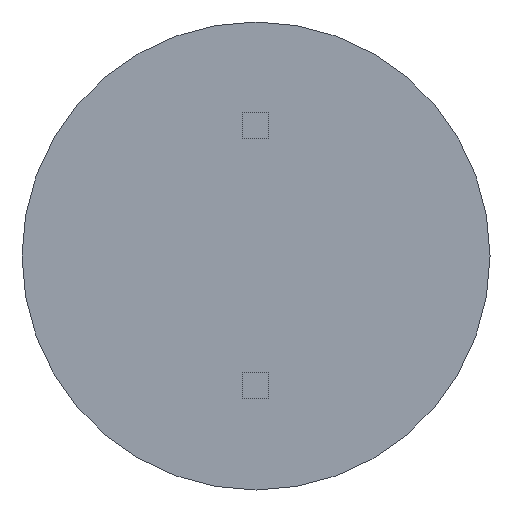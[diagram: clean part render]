
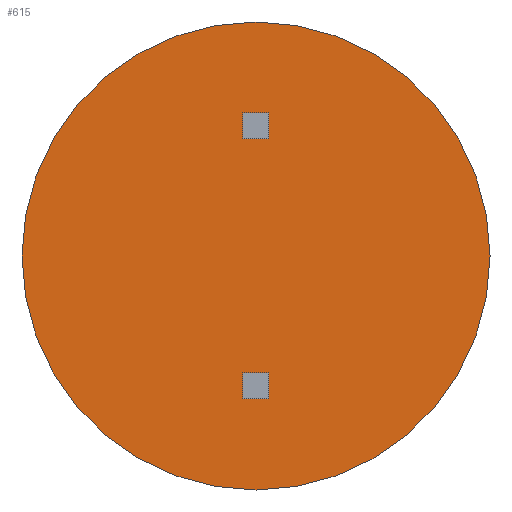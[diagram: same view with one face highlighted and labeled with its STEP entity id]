
A CAD part, front view. The second image highlights one B-rep face of the part: STEP entity #615.
In plain terms, the highlighted planar face has unit normal (0, -1, 0).
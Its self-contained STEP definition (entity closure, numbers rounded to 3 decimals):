
#14 = LINE ( 'NONE', #708, #350 ) ;
#19 = DIRECTION ( 'NONE',  ( 0., 1., 0. ) ) ;
#20 = VECTOR ( 'NONE', #298, 1000. ) ;
#25 = EDGE_CURVE ( 'NONE', #357, #379, #353, .T. ) ;
#52 = ORIENTED_EDGE ( 'NONE', *, *, #535, .F. ) ;
#58 = VERTEX_POINT ( 'NONE', #152 ) ;
#64 = ORIENTED_EDGE ( 'NONE', *, *, #397, .F. ) ;
#67 = VECTOR ( 'NONE', #393, 1000. ) ;
#83 = ORIENTED_EDGE ( 'NONE', *, *, #25, .F. ) ;
#85 = CARTESIAN_POINT ( 'NONE',  ( 0., 0., 0. ) ) ;
#96 = ORIENTED_EDGE ( 'NONE', *, *, #443, .F. ) ;
#101 = EDGE_LOOP ( 'NONE', ( #336, #64 ) ) ;
#131 = DIRECTION ( 'NONE',  ( 1., 0., 0. ) ) ;
#137 = CARTESIAN_POINT ( 'NONE',  ( -0.25, 0., -2.75 ) ) ;
#140 = CARTESIAN_POINT ( 'NONE',  ( 0., 0., 0. ) ) ;
#152 = CARTESIAN_POINT ( 'NONE',  ( 0.25, 0., -2.25 ) ) ;
#160 = DIRECTION ( 'NONE',  ( 0., 1., 0. ) ) ;
#165 = LINE ( 'NONE', #281, #197 ) ;
#173 = CARTESIAN_POINT ( 'NONE',  ( 0.25, 0., -2.75 ) ) ;
#175 = VECTOR ( 'NONE', #131, 1000. ) ;
#182 = CARTESIAN_POINT ( 'NONE',  ( -0.25, 0., -2.25 ) ) ;
#196 = CARTESIAN_POINT ( 'NONE',  ( 0.25, 0., -2.75 ) ) ;
#197 = VECTOR ( 'NONE', #428, 1000. ) ;
#200 = LINE ( 'NONE', #432, #449 ) ;
#217 = FACE_BOUND ( 'NONE', #595, .T. ) ;
#222 = AXIS2_PLACEMENT_3D ( 'NONE', #685, #160, #390 ) ;
#223 = CARTESIAN_POINT ( 'NONE',  ( 0.25, 0., 2.75 ) ) ;
#239 = DIRECTION ( 'NONE',  ( 0., 0., 1. ) ) ;
#243 = VECTOR ( 'NONE', #591, 1000. ) ;
#257 = EDGE_LOOP ( 'NONE', ( #400, #96, #52, #311 ) ) ;
#281 = CARTESIAN_POINT ( 'NONE',  ( -0.25, 0., 2.75 ) ) ;
#298 = DIRECTION ( 'NONE',  ( 0., 0., -1. ) ) ;
#306 = DIRECTION ( 'NONE',  ( 0., 0., 1. ) ) ;
#311 = ORIENTED_EDGE ( 'NONE', *, *, #728, .F. ) ;
#329 = CARTESIAN_POINT ( 'NONE',  ( 0., 0., 4.5 ) ) ;
#335 = AXIS2_PLACEMENT_3D ( 'NONE', #140, #364, #306 ) ;
#336 = ORIENTED_EDGE ( 'NONE', *, *, #466, .F. ) ;
#350 = VECTOR ( 'NONE', #604, 1000. ) ;
#353 = LINE ( 'NONE', #709, #243 ) ;
#357 = VERTEX_POINT ( 'NONE', #704 ) ;
#359 = CARTESIAN_POINT ( 'NONE',  ( 0.25, 0., 2.75 ) ) ;
#364 = DIRECTION ( 'NONE',  ( 0., 1., 0. ) ) ;
#379 = VERTEX_POINT ( 'NONE', #659 ) ;
#382 = ORIENTED_EDGE ( 'NONE', *, *, #557, .F. ) ;
#384 = VERTEX_POINT ( 'NONE', #409 ) ;
#385 = DIRECTION ( 'NONE',  ( 0., 0., 1. ) ) ;
#387 = EDGE_CURVE ( 'NONE', #379, #384, #474, .T. ) ;
#390 = DIRECTION ( 'NONE',  ( 0., 0., 1. ) ) ;
#392 = VERTEX_POINT ( 'NONE', #182 ) ;
#393 = DIRECTION ( 'NONE',  ( -1., 0., 0. ) ) ;
#397 = EDGE_CURVE ( 'NONE', #524, #747, #611, .T. ) ;
#400 = ORIENTED_EDGE ( 'NONE', *, *, #410, .F. ) ;
#405 = CARTESIAN_POINT ( 'NONE',  ( 0., 0., -4.5 ) ) ;
#409 = CARTESIAN_POINT ( 'NONE',  ( 0.25, 0., 2.75 ) ) ;
#410 = EDGE_CURVE ( 'NONE', #392, #642, #648, .T. ) ;
#412 = CIRCLE ( 'NONE', #697, 4.5 ) ;
#428 = DIRECTION ( 'NONE',  ( 0., 0., -1. ) ) ;
#432 = CARTESIAN_POINT ( 'NONE',  ( 0.25, 0., -2.75 ) ) ;
#443 = EDGE_CURVE ( 'NONE', #58, #392, #14, .T. ) ;
#449 = VECTOR ( 'NONE', #385, 1000. ) ;
#452 = FACE_OUTER_BOUND ( 'NONE', #101, .T. ) ;
#458 = VERTEX_POINT ( 'NONE', #196 ) ;
#466 = EDGE_CURVE ( 'NONE', #747, #524, #412, .T. ) ;
#469 = ORIENTED_EDGE ( 'NONE', *, *, #387, .F. ) ;
#474 = LINE ( 'NONE', #359, #744 ) ;
#504 = FACE_BOUND ( 'NONE', #257, .T. ) ;
#524 = VERTEX_POINT ( 'NONE', #329 ) ;
#532 = DIRECTION ( 'NONE',  ( 0., 0., 1. ) ) ;
#535 = EDGE_CURVE ( 'NONE', #458, #58, #200, .T. ) ;
#542 = VERTEX_POINT ( 'NONE', #620 ) ;
#557 = EDGE_CURVE ( 'NONE', #542, #357, #165, .T. ) ;
#591 = DIRECTION ( 'NONE',  ( 1., 0., 0. ) ) ;
#595 = EDGE_LOOP ( 'NONE', ( #469, #83, #382, #733 ) ) ;
#604 = DIRECTION ( 'NONE',  ( -1., 0., 0. ) ) ;
#611 = CIRCLE ( 'NONE', #335, 4.5 ) ;
#615 = ADVANCED_FACE ( 'NONE', ( #504, #452, #217 ), #737, .F. ) ;
#620 = CARTESIAN_POINT ( 'NONE',  ( -0.25, 0., 2.75 ) ) ;
#624 = EDGE_CURVE ( 'NONE', #384, #542, #626, .T. ) ;
#626 = LINE ( 'NONE', #223, #67 ) ;
#642 = VERTEX_POINT ( 'NONE', #748 ) ;
#648 = LINE ( 'NONE', #137, #20 ) ;
#659 = CARTESIAN_POINT ( 'NONE',  ( 0.25, 0., 2.25 ) ) ;
#685 = CARTESIAN_POINT ( 'NONE',  ( 0., 0., 0. ) ) ;
#696 = LINE ( 'NONE', #173, #175 ) ;
#697 = AXIS2_PLACEMENT_3D ( 'NONE', #85, #19, #532 ) ;
#704 = CARTESIAN_POINT ( 'NONE',  ( -0.25, 0., 2.25 ) ) ;
#708 = CARTESIAN_POINT ( 'NONE',  ( 0.25, 0., -2.25 ) ) ;
#709 = CARTESIAN_POINT ( 'NONE',  ( 0.25, 0., 2.25 ) ) ;
#728 = EDGE_CURVE ( 'NONE', #642, #458, #696, .T. ) ;
#733 = ORIENTED_EDGE ( 'NONE', *, *, #624, .F. ) ;
#737 = PLANE ( 'NONE',  #222 ) ;
#744 = VECTOR ( 'NONE', #239, 1000. ) ;
#747 = VERTEX_POINT ( 'NONE', #405 ) ;
#748 = CARTESIAN_POINT ( 'NONE',  ( -0.25, 0., -2.75 ) ) ;
